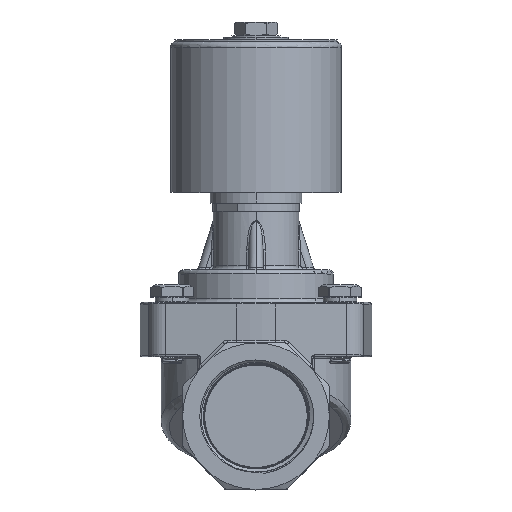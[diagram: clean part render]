
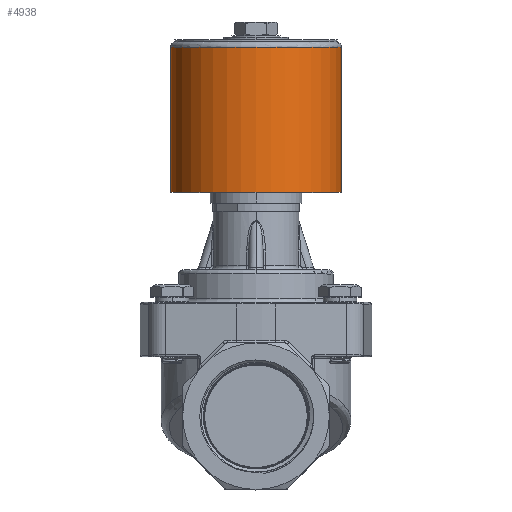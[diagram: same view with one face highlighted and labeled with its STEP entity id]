
A CAD part, top view. The second image highlights one B-rep face of the part: STEP entity #4938.
In plain terms, the highlighted cylindrical face has radius 31.5 mm (diameter 63 mm), a partial arc.
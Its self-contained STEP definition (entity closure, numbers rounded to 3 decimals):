
#2990 = LINE ( 'NONE', #160017, #174131 ) ;
#4938 = ADVANCED_FACE ( 'NONE', ( #133024 ), #116140, .T. ) ;
#8263 = CARTESIAN_POINT ( 'NONE',  ( 70.235, 25.537, 90.342 ) ) ;
#26282 = DIRECTION ( 'NONE',  ( 0., 1., 0. ) ) ;
#28332 = VERTEX_POINT ( 'NONE', #8263 ) ;
#33731 = DIRECTION ( 'NONE',  ( 1., 0., 0. ) ) ;
#43556 = CARTESIAN_POINT ( 'NONE',  ( 7.235, 79.037, 90.342 ) ) ;
#45257 = EDGE_CURVE ( 'NONE', #69774, #28332, #160915, .T. ) ;
#46154 = DIRECTION ( 'NONE',  ( 0., 1., 0. ) ) ;
#46750 = CARTESIAN_POINT ( 'NONE',  ( 38.735, 25.537, 90.342 ) ) ;
#48938 = VECTOR ( 'NONE', #26282, 1000. ) ;
#50369 = VERTEX_POINT ( 'NONE', #110467 ) ;
#51888 = DIRECTION ( 'NONE',  ( 0., -1., 0. ) ) ;
#52132 = DIRECTION ( 'NONE',  ( 0., 1., 0. ) ) ;
#52988 = AXIS2_PLACEMENT_3D ( 'NONE', #132634, #51888, #146227 ) ;
#59061 = DIRECTION ( 'NONE',  ( 0., 1., 0. ) ) ;
#68797 = EDGE_CURVE ( 'NONE', #28332, #50369, #2990, .T. ) ;
#69774 = VERTEX_POINT ( 'NONE', #152242 ) ;
#72959 = EDGE_CURVE ( 'NONE', #50369, #80687, #98221, .T. ) ;
#78698 = ORIENTED_EDGE ( 'NONE', *, *, #68797, .T. ) ;
#80687 = VERTEX_POINT ( 'NONE', #43556 ) ;
#89092 = LINE ( 'NONE', #133649, #48938 ) ;
#98221 = CIRCLE ( 'NONE', #52988, 31.5 ) ;
#103710 = ORIENTED_EDGE ( 'NONE', *, *, #72959, .T. ) ;
#105360 = AXIS2_PLACEMENT_3D ( 'NONE', #139814, #59061, #153348 ) ;
#106367 = EDGE_LOOP ( 'NONE', ( #129544, #120449, #78698, #103710 ) ) ;
#110467 = CARTESIAN_POINT ( 'NONE',  ( 70.235, 79.037, 90.342 ) ) ;
#116140 = CYLINDRICAL_SURFACE ( 'NONE', #147144, 31.5 ) ;
#120449 = ORIENTED_EDGE ( 'NONE', *, *, #45257, .T. ) ;
#129022 = EDGE_CURVE ( 'NONE', #69774, #80687, #89092, .T. ) ;
#129544 = ORIENTED_EDGE ( 'NONE', *, *, #129022, .F. ) ;
#132634 = CARTESIAN_POINT ( 'NONE',  ( 38.735, 79.037, 90.342 ) ) ;
#133024 = FACE_OUTER_BOUND ( 'NONE', #106367, .T. ) ;
#133649 = CARTESIAN_POINT ( 'NONE',  ( 7.235, 25.537, 90.342 ) ) ;
#139814 = CARTESIAN_POINT ( 'NONE',  ( 38.735, 25.537, 90.342 ) ) ;
#146227 = DIRECTION ( 'NONE',  ( 1., 0., 0. ) ) ;
#147144 = AXIS2_PLACEMENT_3D ( 'NONE', #46750, #46154, #33731 ) ;
#152242 = CARTESIAN_POINT ( 'NONE',  ( 7.235, 25.537, 90.342 ) ) ;
#153348 = DIRECTION ( 'NONE',  ( 1., 0., 0. ) ) ;
#160017 = CARTESIAN_POINT ( 'NONE',  ( 70.235, 25.537, 90.342 ) ) ;
#160915 = CIRCLE ( 'NONE', #105360, 31.5 ) ;
#174131 = VECTOR ( 'NONE', #52132, 1000. ) ;
